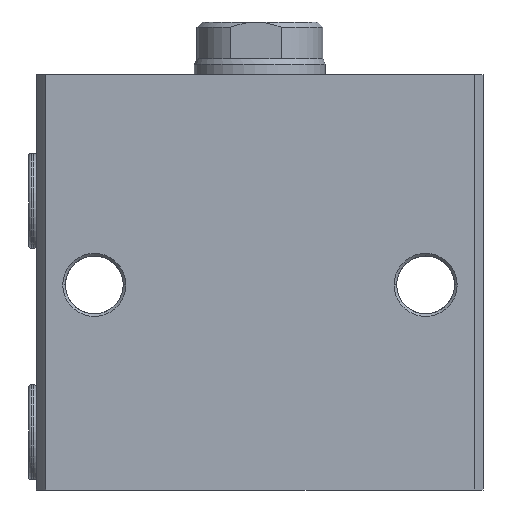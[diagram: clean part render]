
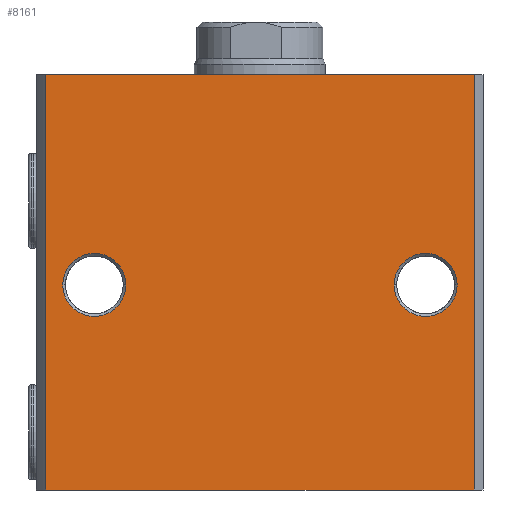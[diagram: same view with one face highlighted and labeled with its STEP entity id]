
A CAD part, front view. The second image highlights one B-rep face of the part: STEP entity #8161.
In plain terms, the highlighted planar face has unit normal (0, -1, 0).
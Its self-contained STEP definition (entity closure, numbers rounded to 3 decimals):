
#239 = VECTOR ( 'NONE', #8415, 1000. ) ;
#667 = DIRECTION ( 'NONE',  ( -1., 0., 0. ) ) ;
#746 = ORIENTED_EDGE ( 'NONE', *, *, #6690, .T. ) ;
#964 = EDGE_CURVE ( 'NONE', #2011, #1283, #5667, .T. ) ;
#1199 = EDGE_CURVE ( 'NONE', #2011, #9803, #9002, .T. ) ;
#1283 = VERTEX_POINT ( 'NONE', #3329 ) ;
#2011 = VERTEX_POINT ( 'NONE', #6205 ) ;
#2113 = CARTESIAN_POINT ( 'NONE',  ( -13896.237, 2467.371, 39. ) ) ;
#2224 = DIRECTION ( 'NONE',  ( 0., 1., 0. ) ) ;
#2382 = LINE ( 'NONE', #4721, #7071 ) ;
#2649 = CARTESIAN_POINT ( 'NONE',  ( -13823.997, 2467.375, 79. ) ) ;
#2742 = ORIENTED_EDGE ( 'NONE', *, *, #4051, .F. ) ;
#2989 = DIRECTION ( 'NONE',  ( -1., 0., 0. ) ) ;
#3048 = EDGE_CURVE ( 'NONE', #6544, #3631, #9032, .T. ) ;
#3069 = CIRCLE ( 'NONE', #9639, 6. ) ;
#3122 = CARTESIAN_POINT ( 'NONE',  ( -13823.997, 2467.375, 79. ) ) ;
#3135 = VERTEX_POINT ( 'NONE', #11127 ) ;
#3200 = EDGE_CURVE ( 'NONE', #9854, #3135, #7901, .T. ) ;
#3232 = PLANE ( 'NONE',  #9587 ) ;
#3329 = CARTESIAN_POINT ( 'NONE',  ( -13905.478, 2467.371, 0. ) ) ;
#3572 = ORIENTED_EDGE ( 'NONE', *, *, #3873, .T. ) ;
#3631 = VERTEX_POINT ( 'NONE', #6330 ) ;
#3873 = EDGE_CURVE ( 'NONE', #3631, #6544, #3069, .T. ) ;
#3939 = CARTESIAN_POINT ( 'NONE',  ( -13905.478, 2467.371, 79. ) ) ;
#4051 = EDGE_CURVE ( 'NONE', #9803, #9686, #6930, .T. ) ;
#4072 = DIRECTION ( 'NONE',  ( 0., 0., -1. ) ) ;
#4118 = DIRECTION ( 'NONE',  ( 0., 1., 0. ) ) ;
#4257 = CARTESIAN_POINT ( 'NONE',  ( -13839.237, 2467.374, 39. ) ) ;
#4501 = AXIS2_PLACEMENT_3D ( 'NONE', #11235, #5871, #667 ) ;
#4721 = CARTESIAN_POINT ( 'NONE',  ( -13905.478, 2467.371, 0. ) ) ;
#4811 = ORIENTED_EDGE ( 'NONE', *, *, #964, .T. ) ;
#4821 = DIRECTION ( 'NONE',  ( 0., 1., 0. ) ) ;
#4851 = FACE_BOUND ( 'NONE', #7834, .T. ) ;
#5084 = ORIENTED_EDGE ( 'NONE', *, *, #6685, .T. ) ;
#5393 = VECTOR ( 'NONE', #4072, 1000. ) ;
#5601 = DIRECTION ( 'NONE',  ( 1., 0., 0. ) ) ;
#5667 = LINE ( 'NONE', #3939, #5393 ) ;
#5852 = EDGE_LOOP ( 'NONE', ( #5084, #2742, #7161, #4811 ) ) ;
#5871 = DIRECTION ( 'NONE',  ( 0., 1., 0. ) ) ;
#6201 = CARTESIAN_POINT ( 'NONE',  ( -13890.237, 2467.372, 39. ) ) ;
#6205 = CARTESIAN_POINT ( 'NONE',  ( -13905.478, 2467.371, 79. ) ) ;
#6330 = CARTESIAN_POINT ( 'NONE',  ( -13827.237, 2467.375, 39. ) ) ;
#6544 = VERTEX_POINT ( 'NONE', #4257 ) ;
#6634 = VECTOR ( 'NONE', #11244, 1000. ) ;
#6685 = EDGE_CURVE ( 'NONE', #1283, #9686, #2382, .T. ) ;
#6690 = EDGE_CURVE ( 'NONE', #3135, #9854, #9167, .T. ) ;
#6812 = CARTESIAN_POINT ( 'NONE',  ( -13905.478, 2467.371, 79. ) ) ;
#6930 = LINE ( 'NONE', #3122, #239 ) ;
#7071 = VECTOR ( 'NONE', #5601, 1000. ) ;
#7161 = ORIENTED_EDGE ( 'NONE', *, *, #1199, .F. ) ;
#7471 = FACE_BOUND ( 'NONE', #8818, .T. ) ;
#7504 = CARTESIAN_POINT ( 'NONE',  ( -13833.237, 2467.375, 39. ) ) ;
#7834 = EDGE_LOOP ( 'NONE', ( #10114, #746 ) ) ;
#7901 = CIRCLE ( 'NONE', #4501, 6. ) ;
#8161 = ADVANCED_FACE ( 'NONE', ( #7471, #4851, #9576 ), #3232, .F. ) ;
#8286 = DIRECTION ( 'NONE',  ( 0., 1., 0. ) ) ;
#8400 = DIRECTION ( 'NONE',  ( -1., 0., 0. ) ) ;
#8415 = DIRECTION ( 'NONE',  ( 0., 0., -1. ) ) ;
#8796 = CARTESIAN_POINT ( 'NONE',  ( -13823.997, 2467.375, 0. ) ) ;
#8818 = EDGE_LOOP ( 'NONE', ( #3572, #10383 ) ) ;
#9002 = LINE ( 'NONE', #6812, #6634 ) ;
#9032 = CIRCLE ( 'NONE', #10700, 6. ) ;
#9167 = CIRCLE ( 'NONE', #11101, 6. ) ;
#9434 = CARTESIAN_POINT ( 'NONE',  ( -13905.478, 2467.371, 79. ) ) ;
#9576 = FACE_OUTER_BOUND ( 'NONE', #5852, .T. ) ;
#9587 = AXIS2_PLACEMENT_3D ( 'NONE', #9434, #4118, #10339 ) ;
#9639 = AXIS2_PLACEMENT_3D ( 'NONE', #10163, #4821, #11070 ) ;
#9686 = VERTEX_POINT ( 'NONE', #8796 ) ;
#9803 = VERTEX_POINT ( 'NONE', #2649 ) ;
#9854 = VERTEX_POINT ( 'NONE', #6201 ) ;
#10114 = ORIENTED_EDGE ( 'NONE', *, *, #3200, .T. ) ;
#10163 = CARTESIAN_POINT ( 'NONE',  ( -13833.237, 2467.375, 39. ) ) ;
#10339 = DIRECTION ( 'NONE',  ( -1., 0., 0. ) ) ;
#10383 = ORIENTED_EDGE ( 'NONE', *, *, #3048, .T. ) ;
#10700 = AXIS2_PLACEMENT_3D ( 'NONE', #7504, #2224, #8400 ) ;
#11070 = DIRECTION ( 'NONE',  ( -1., 0., 0. ) ) ;
#11101 = AXIS2_PLACEMENT_3D ( 'NONE', #2113, #8286, #2989 ) ;
#11127 = CARTESIAN_POINT ( 'NONE',  ( -13902.237, 2467.371, 39. ) ) ;
#11235 = CARTESIAN_POINT ( 'NONE',  ( -13896.237, 2467.371, 39. ) ) ;
#11244 = DIRECTION ( 'NONE',  ( 1., 0., 0. ) ) ;
